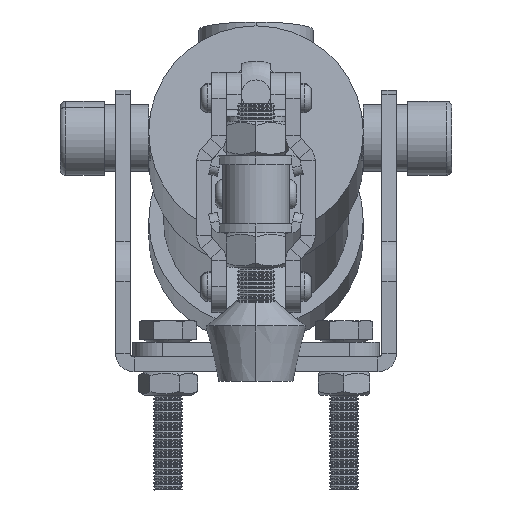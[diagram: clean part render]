
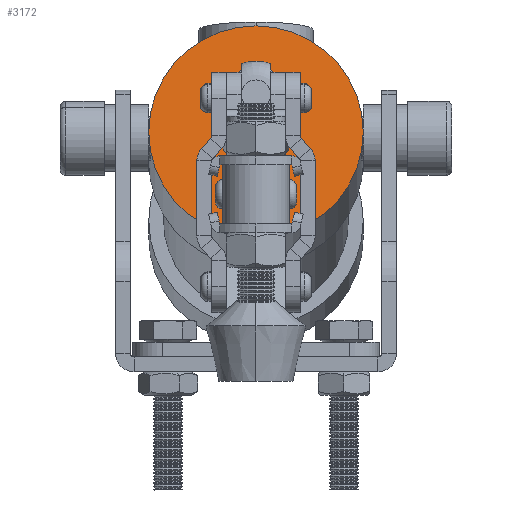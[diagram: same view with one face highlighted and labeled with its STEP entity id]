
A CAD part, left-side view. The second image highlights one B-rep face of the part: STEP entity #3172.
In plain terms, the highlighted face is planar.
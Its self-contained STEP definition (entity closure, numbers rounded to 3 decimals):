
#3172 = ADVANCED_FACE ( 'NONE', ( #14443, #14455 ), #17020, .F. ) ;
#5300 = VERTEX_POINT ( 'NONE', #23281 ) ;
#5446 = VERTEX_POINT ( 'NONE', #23422 ) ;
#5498 = VERTEX_POINT ( 'NONE', #23474 ) ;
#5658 = VERTEX_POINT ( 'NONE', #23634 ) ;
#6028 = EDGE_LOOP ( 'NONE', ( #45748, #45749 ) ) ;
#6031 = EDGE_LOOP ( 'NONE', ( #45750, #45751 ) ) ;
#7816 = EDGE_CURVE ( 'NONE', #5446, #5498, #29618, .T. ) ;
#7849 = EDGE_CURVE ( 'NONE', #5300, #5658, #29659, .T. ) ;
#7870 = EDGE_CURVE ( 'NONE', #5658, #5300, #29686, .T. ) ;
#7871 = EDGE_CURVE ( 'NONE', #5498, #5446, #29687, .T. ) ;
#14443 = FACE_BOUND ( 'NONE', #6028, .T. ) ;
#14455 = FACE_OUTER_BOUND ( 'NONE', #6031, .T. ) ;
#15174 = AXIS2_PLACEMENT_3D ( 'NONE', #17017, #17022, #17023 ) ;
#17017 = CARTESIAN_POINT ( 'NONE',  ( 0., 0., 0. ) ) ;
#17020 = PLANE ( 'NONE',  #15174 ) ;
#17022 = DIRECTION ( 'NONE',  ( 1., 0., 0. ) ) ;
#17023 = DIRECTION ( 'NONE',  ( 0., 0., -1. ) ) ;
#22989 = AXIS2_PLACEMENT_3D ( 'NONE', #28874, #28875, #28876 ) ;
#23002 = AXIS2_PLACEMENT_3D ( 'NONE', #29107, #29108, #29109 ) ;
#23008 = AXIS2_PLACEMENT_3D ( 'NONE', #29306, #29307, #29308 ) ;
#23009 = AXIS2_PLACEMENT_3D ( 'NONE', #29309, #29310, #29311 ) ;
#23281 = CARTESIAN_POINT ( 'NONE',  ( 0., 0., 14.5 ) ) ;
#23422 = CARTESIAN_POINT ( 'NONE',  ( 0., 0., -5. ) ) ;
#23474 = CARTESIAN_POINT ( 'NONE',  ( 0., 0., 5. ) ) ;
#23634 = CARTESIAN_POINT ( 'NONE',  ( 0., 0., -14.5 ) ) ;
#28874 = CARTESIAN_POINT ( 'NONE',  ( 0., 0., 0. ) ) ;
#28875 = DIRECTION ( 'NONE',  ( -1., 0., 0. ) ) ;
#28876 = DIRECTION ( 'NONE',  ( 0., 0., 1. ) ) ;
#29107 = CARTESIAN_POINT ( 'NONE',  ( 0., 0., 0. ) ) ;
#29108 = DIRECTION ( 'NONE',  ( -1., 0., 0. ) ) ;
#29109 = DIRECTION ( 'NONE',  ( 0., 0., 1. ) ) ;
#29306 = CARTESIAN_POINT ( 'NONE',  ( 0., 0., 0. ) ) ;
#29307 = DIRECTION ( 'NONE',  ( -1., 0., 0. ) ) ;
#29308 = DIRECTION ( 'NONE',  ( 0., 0., 1. ) ) ;
#29309 = CARTESIAN_POINT ( 'NONE',  ( 0., 0., 0. ) ) ;
#29310 = DIRECTION ( 'NONE',  ( -1., 0., 0. ) ) ;
#29311 = DIRECTION ( 'NONE',  ( 0., 0., 1. ) ) ;
#29618 = CIRCLE ( 'NONE', #22989, 5. ) ;
#29659 = CIRCLE ( 'NONE', #23002, 14.5 ) ;
#29686 = CIRCLE ( 'NONE', #23008, 14.5 ) ;
#29687 = CIRCLE ( 'NONE', #23009, 5. ) ;
#45748 = ORIENTED_EDGE ( 'NONE', *, *, #7871, .F. ) ;
#45749 = ORIENTED_EDGE ( 'NONE', *, *, #7816, .F. ) ;
#45750 = ORIENTED_EDGE ( 'NONE', *, *, #7849, .T. ) ;
#45751 = ORIENTED_EDGE ( 'NONE', *, *, #7870, .T. ) ;
